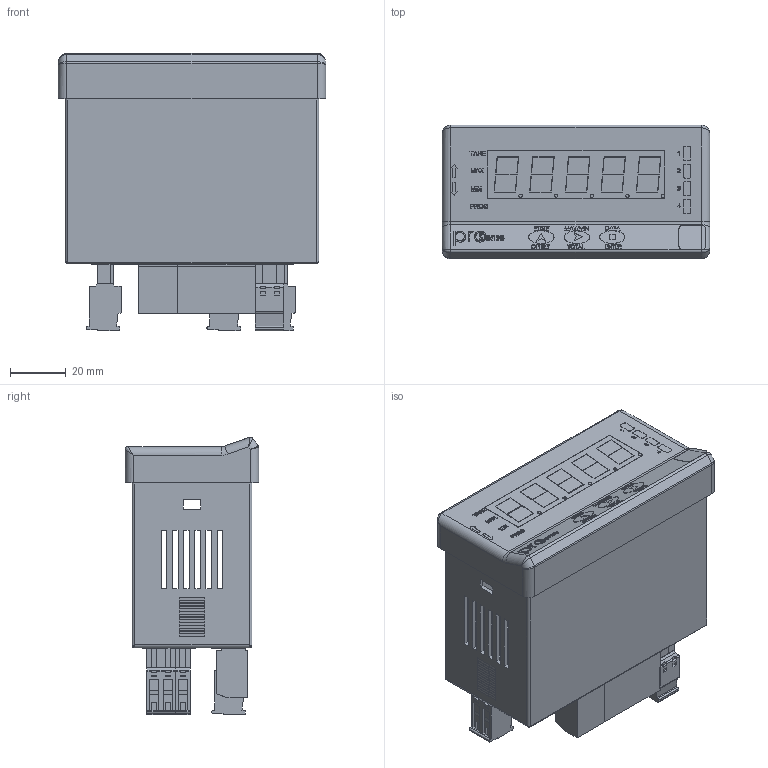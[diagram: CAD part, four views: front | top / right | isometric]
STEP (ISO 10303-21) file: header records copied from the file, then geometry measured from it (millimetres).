
FILE_DESCRIPTION (( 'STEP AP214' ), '1' );
FILE_NAME ('DPM3-P Coord fXT.STEP', '2020-03-30T16:36:22', ( '' ), ( '' ), 'SwSTEP 2.0', 'SolidWorks 2017', '' );
FILE_SCHEMA (( 'AUTOMOTIVE_DESIGN' ));
Length unit declared in the file: inch
Products named in the file (1): DPM3-P Coord fXT
Bounding box: 96 x 48 x 99.47 mm (x, y, z)
Volume: 92475.6 mm3; surface area: 67549.6 mm2
Topology: 10 solids, 10 shells, 2760 faces, 7221 edges, 4767 vertices
Faces by surface type: plane 2133, cylinder 368, bspline 237, cone 20, torus 2
Entity records: 106511 total; most frequent: CARTESIAN_POINT 27620, ORIENTED_EDGE 14422, DIRECTION 12503, EDGE_CURVE 7211, VECTOR 6019, LINE 6019, VERTEX_POINT 4767, AXIS2_PLACEMENT_3D 3242
